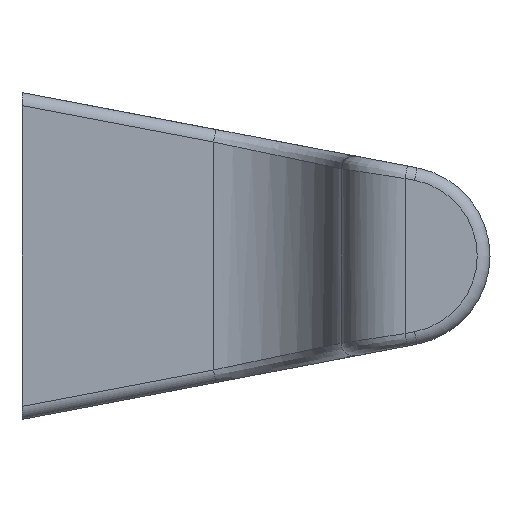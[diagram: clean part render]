
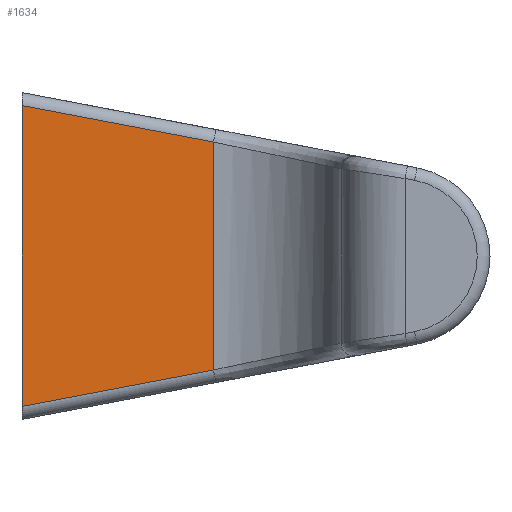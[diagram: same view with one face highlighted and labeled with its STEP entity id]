
A CAD part, left-side view. The second image highlights one B-rep face of the part: STEP entity #1634.
In plain terms, the highlighted planar face has unit normal (-1, 0, 0).
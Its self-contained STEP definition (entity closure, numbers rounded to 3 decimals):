
#62=PLANE('',#1753);
#322=FACE_OUTER_BOUND('',#423,.T.);
#423=EDGE_LOOP('',(#1444,#1445,#1446,#1447));
#492=LINE('',#7872,#571);
#496=LINE('',#7914,#575);
#499=LINE('',#8433,#578);
#502=LINE('',#8461,#581);
#571=VECTOR('',#1980,10.);
#575=VECTOR('',#1994,10.);
#578=VECTOR('',#2019,10.);
#581=VECTOR('',#2024,10.);
#747=VERTEX_POINT('',#7869);
#748=VERTEX_POINT('',#7871);
#753=VERTEX_POINT('',#7913);
#760=VERTEX_POINT('',#8409);
#962=EDGE_CURVE('',#747,#748,#492,.T.);
#970=EDGE_CURVE('',#748,#753,#496,.T.);
#986=EDGE_CURVE('',#760,#747,#499,.T.);
#989=EDGE_CURVE('',#760,#753,#502,.T.);
#1444=ORIENTED_EDGE('',*,*,#986,.F.);
#1445=ORIENTED_EDGE('',*,*,#989,.T.);
#1446=ORIENTED_EDGE('',*,*,#970,.F.);
#1447=ORIENTED_EDGE('',*,*,#962,.F.);
#1634=ADVANCED_FACE('',(#322),#62,.T.);
#1753=AXIS2_PLACEMENT_3D('',#8462,#2025,#2026);
#1980=DIRECTION('',(0.,0.,1.));
#1994=DIRECTION('',(0.,-0.982,-0.187));
#2019=DIRECTION('',(0.,0.982,-0.187));
#2024=DIRECTION('',(0.,0.,1.));
#2025=DIRECTION('center_axis',(-1.,0.,0.));
#2026=DIRECTION('ref_axis',(0.,0.,1.));
#7869=CARTESIAN_POINT('',(595.482,142.043,-1661.484));
#7871=CARTESIAN_POINT('',(595.482,142.043,-1637.927));
#7872=CARTESIAN_POINT('',(595.482,142.043,-1661.484));
#7913=CARTESIAN_POINT('',(595.482,127.043,-1640.78));
#7914=CARTESIAN_POINT('',(595.482,142.043,-1637.927));
#8409=CARTESIAN_POINT('',(595.482,127.043,-1658.63));
#8433=CARTESIAN_POINT('',(595.482,127.043,-1658.63));
#8461=CARTESIAN_POINT('',(595.482,127.043,-1658.63));
#8462=CARTESIAN_POINT('Origin',(595.482,134.543,-1661.485));
